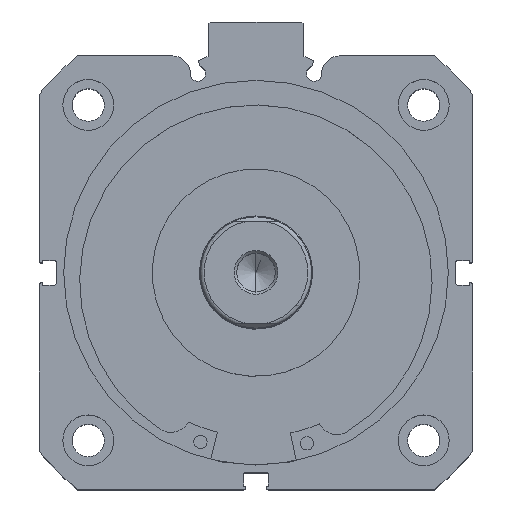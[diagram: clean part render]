
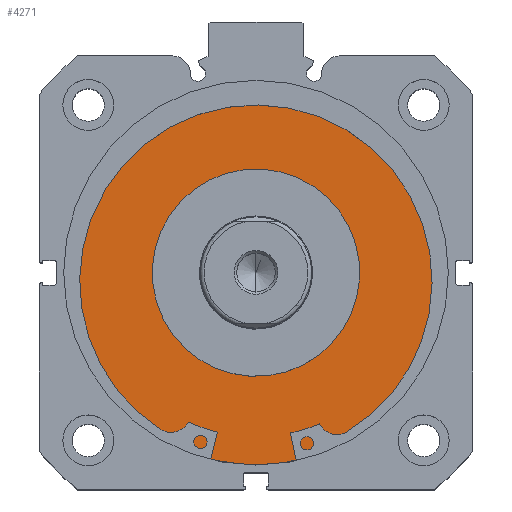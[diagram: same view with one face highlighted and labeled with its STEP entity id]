
A CAD part, top view. The second image highlights one B-rep face of the part: STEP entity #4271.
In plain terms, the highlighted face is planar.
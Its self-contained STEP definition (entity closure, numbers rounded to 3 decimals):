
#163 = DIRECTION ( 'NONE',  ( 0., 0., 1. ) ) ;
#168 = DIRECTION ( 'NONE',  ( -1., 0., 0. ) ) ;
#317 = EDGE_CURVE ( 'NONE', #1005, #1006, #4835, .T. ) ;
#415 = EDGE_CURVE ( 'NONE', #1011, #1012, #4969, .T. ) ;
#416 = EDGE_CURVE ( 'NONE', #1012, #1011, #4970, .T. ) ;
#417 = EDGE_CURVE ( 'NONE', #1006, #1005, #4972, .T. ) ;
#1005 = VERTEX_POINT ( 'NONE', #3517 ) ;
#1006 = VERTEX_POINT ( 'NONE', #3515 ) ;
#1011 = VERTEX_POINT ( 'NONE', #3510 ) ;
#1012 = VERTEX_POINT ( 'NONE', #3509 ) ;
#1117 = DIRECTION ( 'NONE',  ( 0., 0., 1. ) ) ;
#1118 = DIRECTION ( 'NONE',  ( -1., 0., 0. ) ) ;
#1380 = DIRECTION ( 'NONE',  ( -1., 0., 0. ) ) ;
#1381 = DIRECTION ( 'NONE',  ( 0., 0., 1. ) ) ;
#1401 = CARTESIAN_POINT ( 'NONE',  ( 5.5, 0., 0. ) ) ;
#1420 = DIRECTION ( 'NONE',  ( 0., 0., 1. ) ) ;
#1421 = DIRECTION ( 'NONE',  ( -1., 0., 0. ) ) ;
#1424 = CARTESIAN_POINT ( 'NONE',  ( 5.5, 0., 0. ) ) ;
#1452 = CARTESIAN_POINT ( 'NONE',  ( 5.5, 0., 0. ) ) ;
#1455 = CARTESIAN_POINT ( 'NONE',  ( 5.5, 0., 0. ) ) ;
#2666 = EDGE_LOOP ( 'NONE', ( #4485, #4484 ) ) ;
#2670 = EDGE_LOOP ( 'NONE', ( #4487, #4486 ) ) ;
#3509 = CARTESIAN_POINT ( 'NONE',  ( 5.5, 0., 27.5 ) ) ;
#3510 = CARTESIAN_POINT ( 'NONE',  ( 5.5, 0., -27.5 ) ) ;
#3515 = CARTESIAN_POINT ( 'NONE',  ( 5.5, 0., -51. ) ) ;
#3517 = CARTESIAN_POINT ( 'NONE',  ( 5.5, 0., 51. ) ) ;
#4271 = ADVANCED_FACE ( 'NONE', ( #6426, #6432 ), #7024, .F. ) ;
#4484 = ORIENTED_EDGE ( 'NONE', *, *, #417, .T. ) ;
#4485 = ORIENTED_EDGE ( 'NONE', *, *, #317, .T. ) ;
#4486 = ORIENTED_EDGE ( 'NONE', *, *, #415, .F. ) ;
#4487 = ORIENTED_EDGE ( 'NONE', *, *, #416, .F. ) ;
#4835 = CIRCLE ( 'NONE', #5587, 51. ) ;
#4969 = CIRCLE ( 'NONE', #5632, 27.5 ) ;
#4970 = CIRCLE ( 'NONE', #5629, 27.5 ) ;
#4972 = CIRCLE ( 'NONE', #5634, 51. ) ;
#5587 = AXIS2_PLACEMENT_3D ( 'NONE', #1401, #1380, #1381 ) ;
#5629 = AXIS2_PLACEMENT_3D ( 'NONE', #1455, #1118, #1117 ) ;
#5632 = AXIS2_PLACEMENT_3D ( 'NONE', #1452, #1421, #1420 ) ;
#5634 = AXIS2_PLACEMENT_3D ( 'NONE', #1424, #168, #163 ) ;
#5992 = AXIS2_PLACEMENT_3D ( 'NONE', #7023, #7025, #7026 ) ;
#6426 = FACE_BOUND ( 'NONE', #2670, .T. ) ;
#6432 = FACE_OUTER_BOUND ( 'NONE', #2666, .T. ) ;
#7023 = CARTESIAN_POINT ( 'NONE',  ( 5.5, 51., 0. ) ) ;
#7024 = PLANE ( 'NONE',  #5992 ) ;
#7025 = DIRECTION ( 'NONE',  ( 1., 0., 0. ) ) ;
#7026 = DIRECTION ( 'NONE',  ( 0., 0., -1. ) ) ;
